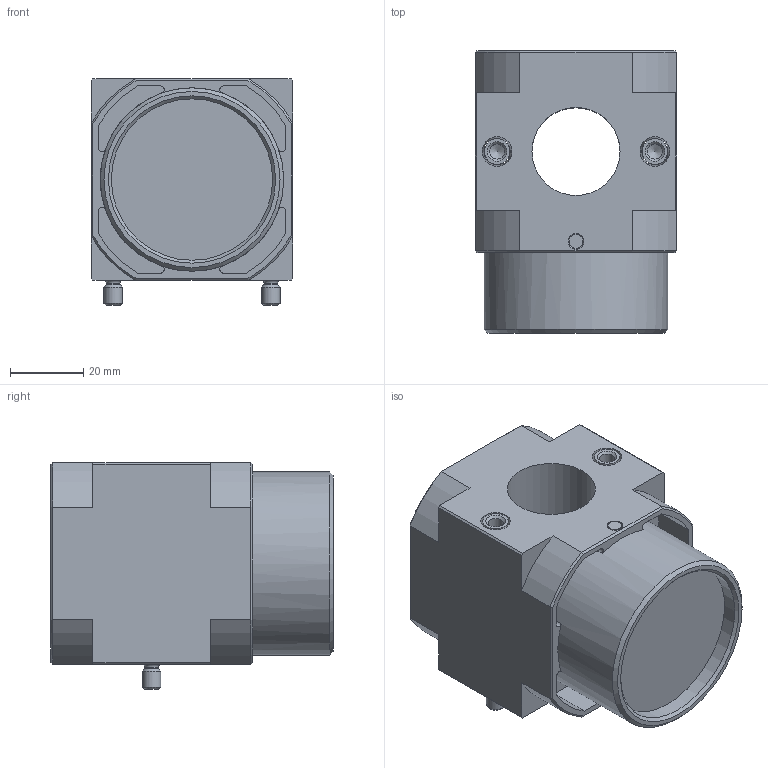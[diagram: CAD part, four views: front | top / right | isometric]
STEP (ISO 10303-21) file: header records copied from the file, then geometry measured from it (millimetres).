
FILE_DESCRIPTION(/* description */ ('STEP AP214'),/* implementation_level */ '2;1');
FILE_NAME(/* name */ '170691_HEL-D-MIDI',/* time_stamp */ '2024-08-29T04:16:07+02:00',/* author */ ('License CC BY-ND 4.0'),/* organization */ ('CADENAS'),/* preprocessor_version */ 'ST-DEVELOPER v19.3',/* originating_system */ 'PARTsolutions',/* authorisation */ ' ');
FILE_SCHEMA (('AUTOMOTIVE_DESIGN {1 0 10303 214 3 1 1}'));
Length unit declared in the file: millimetre
Products named in the file (3): 170691 HEL-D-MIDI; 360727 HEL-MIDI; 351358 FRB-D-MIDI
Assembly tree (3 placements, depth 2):
  170691 HEL-D-MIDI
    360727 HEL-MIDI
    351358 FRB-D-MIDI  x2
Bounding box: 55 x 77 x 61.8 mm (x, y, z)
Volume: 165500.2 mm3; surface area: 33178.7 mm2
Topology: 3 solids, 3 shells, 149 faces, 358 edges, 227 vertices
Faces by surface type: plane 72, cylinder 48, cone 25, torus 4
Full cylindrical faces by diameter (mm): 3.7 x2, 3.8 x1, 4.134 x2, 5 x2, 7 x3, 9 x1, 24 x1, 26.4 x1, 30.4 x1, 44 x1, 50 x1
Entity records: 4811 total; most frequent: CARTESIAN_POINT 713, DIRECTION 684, ORIENTED_EDGE 606, EDGE_CURVE 303, AXIS2_PLACEMENT_3D 261, VERTEX_POINT 210, FACE_BOUND 181, EDGE_LOOP 180
